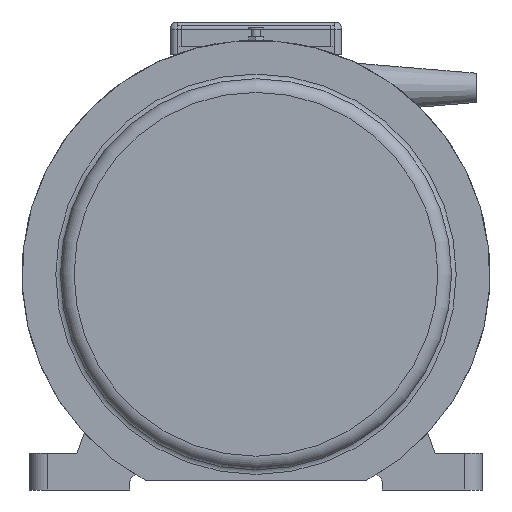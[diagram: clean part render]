
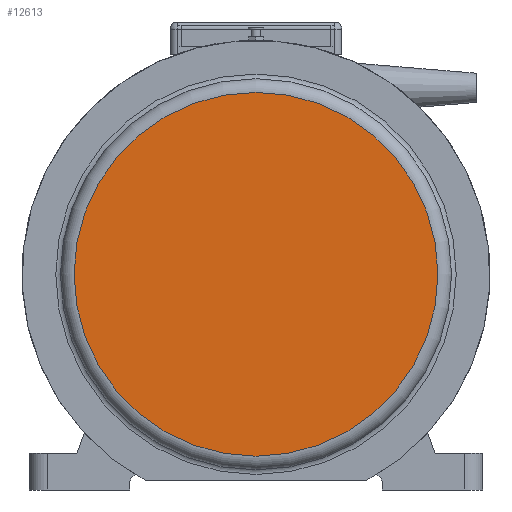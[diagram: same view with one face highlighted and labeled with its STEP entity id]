
A CAD part, left-side view. The second image highlights one B-rep face of the part: STEP entity #12613.
In plain terms, the highlighted planar face has unit normal (-1, 0, 0).
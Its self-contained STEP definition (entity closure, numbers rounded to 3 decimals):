
#1043=PLANE('',#11806);
#1256=ORIENTED_EDGE('',*,*,#3885,.F.);
#2966=CIRCLE('',#11803,99.5);
#3285=VERTEX_POINT('',#7481);
#3885=EDGE_CURVE('',#3285,#3285,#2966,.T.);
#4749=EDGE_LOOP('',(#1256));
#5195=FACE_BOUND('',#4749,.T.);
#5648=DIRECTION('',(1.,0.,0.));
#5649=DIRECTION('',(0.,0.,99.5));
#5654=DIRECTION('',(-1.,0.,0.));
#5655=DIRECTION('',(0.,1.,0.));
#7481=CARTESIAN_POINT('',(-229.538,143.811,199.722));
#7482=CARTESIAN_POINT('',(-229.538,143.811,100.222));
#7486=CARTESIAN_POINT('',(-229.538,143.811,100.222));
#11803=AXIS2_PLACEMENT_3D('',#7482,#5648,#5649);
#11806=AXIS2_PLACEMENT_3D('',#7486,#5654,#5655);
#12613=ADVANCED_FACE('',(#5195),#1043,.T.);
